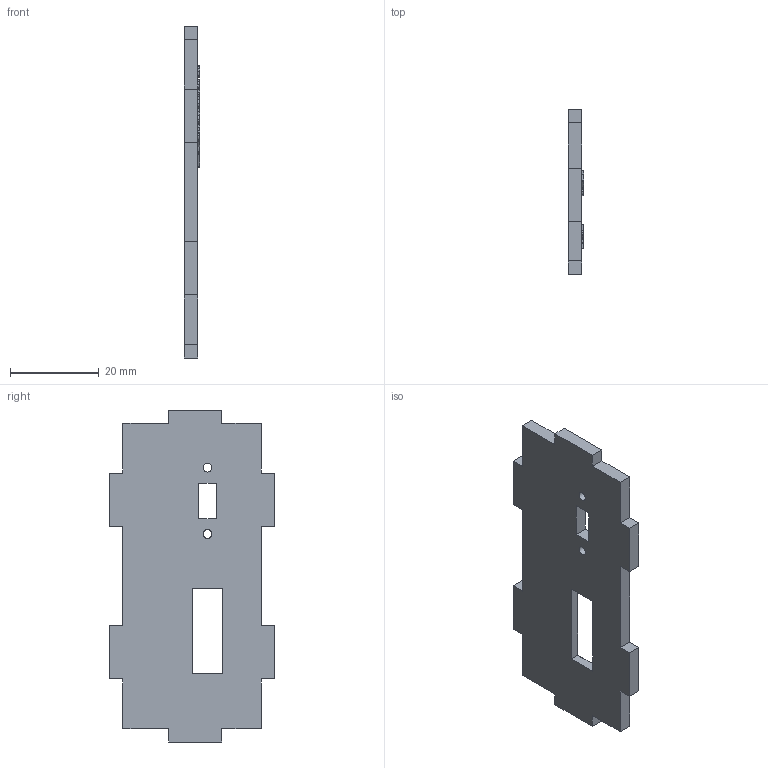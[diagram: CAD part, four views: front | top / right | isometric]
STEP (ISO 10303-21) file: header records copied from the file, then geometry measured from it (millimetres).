
FILE_DESCRIPTION( ( '' ), ' ' );
FILE_NAME( '5c4ec451964993164aa45a96.step', '2019-01-28T08:58:58', ( '' ), ( '' ), ' ', ' ', ' ' );
FILE_SCHEMA( ( 'AUTOMOTIVE_DESIGN { 1 0 10303 214 1 1 1 1 }' ) );
Length unit declared in the file: metre
Products named in the file (1): Part 1
Bounding box: 3.5 x 37.2 x 74.9 mm (x, y, z)
Volume: 6543.2 mm3; surface area: 5480 mm2
Topology: 1 solids, 1 shells, 322 faces, 895 edges, 596 vertices
Faces by surface type: extrusion 167, plane 151, cone 2, cylinder 2
Full cylindrical faces by diameter (mm): 2 x2
Entity records: 13011 total; most frequent: CARTESIAN_POINT 2812, ORIENTED_EDGE 1782, DIRECTION 1042, EDGE_CURVE 891, VECTOR 718, VERTEX_POINT 596, LINE 551, B_SPLINE_CURVE_WITH_KNOTS 501
